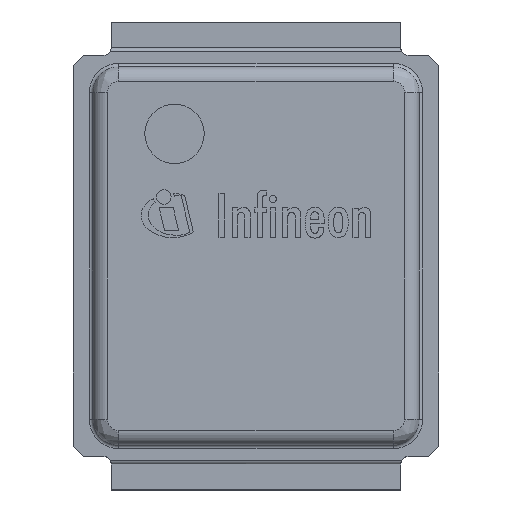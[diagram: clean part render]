
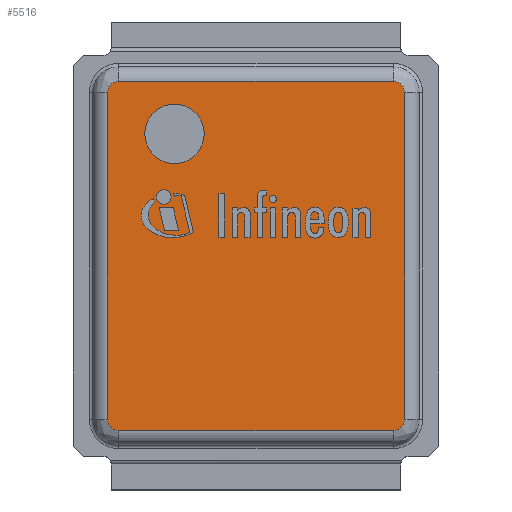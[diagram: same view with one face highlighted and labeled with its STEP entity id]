
A CAD part, top view. The second image highlights one B-rep face of the part: STEP entity #5516.
In plain terms, the highlighted planar face has unit normal (0, 0, 1).
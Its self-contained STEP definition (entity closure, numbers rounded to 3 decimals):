
#98=FACE_BOUND($,#928,.T.);
#99=FACE_BOUND($,#929,.T.);
#122=PLANE($,#5912);
#259=CIRCLE($,#5900,0.15);
#262=CIRCLE($,#5904,0.15);
#263=CIRCLE($,#5905,0.15);
#267=CIRCLE($,#5911,0.15);
#268=CIRCLE($,#5913,0.4);
#928=EDGE_LOOP($,(#3717));
#929=EDGE_LOOP($,(#3718,#3719,#3720,#3721,#3722,#3723,#3724,#3725));
#1292=LINE($,#8487,#1727);
#1293=LINE($,#8504,#1728);
#1294=LINE($,#8531,#1729);
#1295=LINE($,#8536,#1730);
#1727=VECTOR($,#6640,4.4);
#1728=VECTOR($,#6651,3.7);
#1729=VECTOR($,#6662,3.7);
#1730=VECTOR($,#6669,4.4);
#2241=VERTEX_POINT($,#8484);
#2242=VERTEX_POINT($,#8486);
#2243=VERTEX_POINT($,#8498);
#2244=VERTEX_POINT($,#8502);
#2245=VERTEX_POINT($,#8514);
#2246=VERTEX_POINT($,#8526);
#2247=VERTEX_POINT($,#8530);
#2248=VERTEX_POINT($,#8534);
#2249=VERTEX_POINT($,#8548);
#2808=EDGE_CURVE($,#2241,#2242,#1292,.T.);
#2811=EDGE_CURVE($,#2243,#2241,#259,.T.);
#2813=EDGE_CURVE($,#2244,#2243,#1293,.T.);
#2815=EDGE_CURVE($,#2245,#2244,#262,.T.);
#2816=EDGE_CURVE($,#2242,#2246,#263,.T.);
#2818=EDGE_CURVE($,#2246,#2247,#1294,.T.);
#2821=EDGE_CURVE($,#2248,#2245,#1295,.T.);
#2822=EDGE_CURVE($,#2247,#2248,#267,.T.);
#2823=EDGE_CURVE($,#2249,#2249,#268,.T.);
#3717=ORIENTED_EDGE($,*,*,#2823,.F.);
#3718=ORIENTED_EDGE($,*,*,#2811,.F.);
#3719=ORIENTED_EDGE($,*,*,#2813,.F.);
#3720=ORIENTED_EDGE($,*,*,#2815,.F.);
#3721=ORIENTED_EDGE($,*,*,#2821,.F.);
#3722=ORIENTED_EDGE($,*,*,#2822,.F.);
#3723=ORIENTED_EDGE($,*,*,#2818,.F.);
#3724=ORIENTED_EDGE($,*,*,#2816,.F.);
#3725=ORIENTED_EDGE($,*,*,#2808,.F.);
#5516=ADVANCED_FACE($,(#98,#99),#122,.T.);
#5900=AXIS2_PLACEMENT_3D($,#8500,#6645,#6646);
#5904=AXIS2_PLACEMENT_3D($,#8516,#6654,#6655);
#5905=AXIS2_PLACEMENT_3D($,#8527,#6656,#6657);
#5911=AXIS2_PLACEMENT_3D($,#8546,#6670,#6671);
#5912=AXIS2_PLACEMENT_3D($,#8547,#6672,#6673);
#5913=AXIS2_PLACEMENT_3D($,#8549,#6674,#6675);
#6640=DIRECTION($,(0.,1.,0.));
#6645=DIRECTION('center_axis',(0.,0.,
-1.));
#6646=DIRECTION('ref_axis',(0.707,0.707,0.));
#6651=DIRECTION($,(-1.,0.,0.));
#6654=DIRECTION('center_axis',(0.,0.,
-1.));
#6655=DIRECTION('ref_axis',(0.,1.,0.));
#6656=DIRECTION('center_axis',(0.,0.,
-1.));
#6657=DIRECTION('ref_axis',(1.,0.,0.));
#6662=DIRECTION($,(1.,0.,0.));
#6669=DIRECTION($,(0.,-1.,0.));
#6670=DIRECTION('center_axis',(0.,0.,
-1.));
#6671=DIRECTION('ref_axis',(0.,-1.,0.));
#6672=DIRECTION('center_axis',(0.,0.,1.));
#6673=DIRECTION('ref_axis',(0.,-1.,0.));
#6674=DIRECTION('center_axis',(0.,0.,1.));
#6675=DIRECTION('ref_axis',(-1.,0.,0.));
#8484=CARTESIAN_POINT('',(-2.,-2.2,0.565));
#8486=CARTESIAN_POINT('',(-2.,2.2,0.565));
#8487=CARTESIAN_POINT($,(-2.,-1.1,0.565));
#8498=CARTESIAN_POINT('',(-1.85,-2.35,0.565));
#8500=CARTESIAN_POINT('Origin',(-1.85,-2.2,0.565));
#8502=CARTESIAN_POINT('',(1.85,-2.35,0.565));
#8504=CARTESIAN_POINT($,(0.925,-2.35,0.565));
#8514=CARTESIAN_POINT('',(2.,-2.2,0.565));
#8516=CARTESIAN_POINT('Origin',(1.85,-2.2,0.565));
#8526=CARTESIAN_POINT('',(-1.85,2.35,0.565));
#8527=CARTESIAN_POINT('Origin',(-1.85,2.2,0.565));
#8530=CARTESIAN_POINT('',(1.85,2.35,0.565));
#8531=CARTESIAN_POINT($,(-0.925,2.35,0.565));
#8534=CARTESIAN_POINT('',(2.,2.2,0.565));
#8536=CARTESIAN_POINT($,(2.,1.1,0.565));
#8546=CARTESIAN_POINT('Origin',(1.85,2.2,0.565));
#8547=CARTESIAN_POINT('Origin',(0.,2.8,0.565));
#8548=CARTESIAN_POINT('',(-0.697,1.644,0.565));
#8549=CARTESIAN_POINT('Origin',(-1.097,1.644,0.565));
